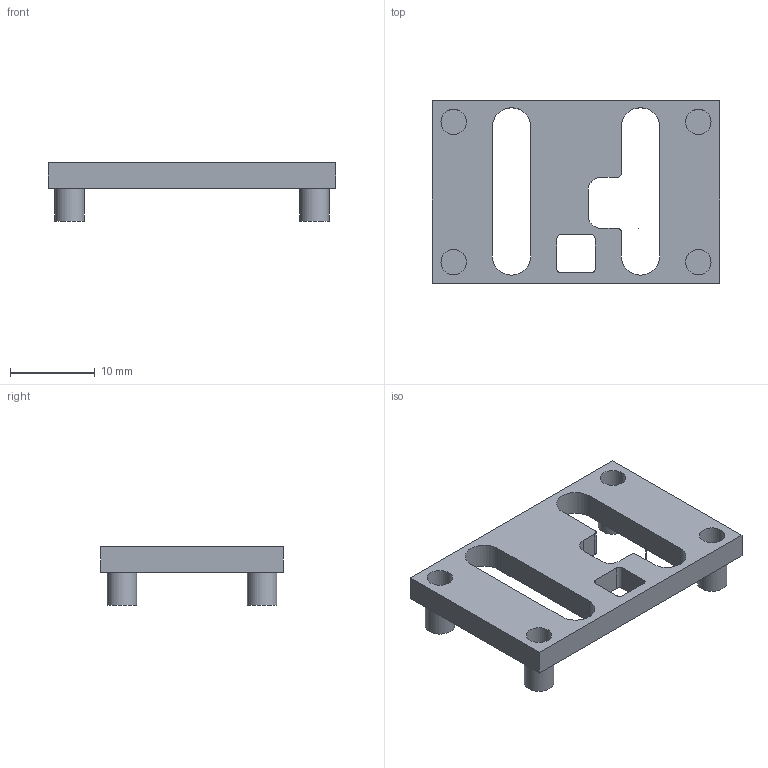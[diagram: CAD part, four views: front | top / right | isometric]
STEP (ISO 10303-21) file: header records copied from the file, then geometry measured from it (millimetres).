
FILE_DESCRIPTION(/* description */ (''),/* implementation_level */ '2;1');
FILE_NAME(/* name */ 'Seeed Plate.step',/* time_stamp */ '2023-11-06T03:56:06-08:00',/* author */ (''),/* organization */ (''),/* preprocessor_version */ 'ST-DEVELOPER v20',/* originating_system */ 'Autodesk Translation Framework v12.14.0.127',/* authorisation */ '');
FILE_SCHEMA (('AUTOMOTIVE_DESIGN { 1 0 10303 214 3 1 1 }'));
Length unit declared in the file: millimetre
Products named in the file (1): Seeed Plate
Bounding box: 33.92 x 21.57 x 6.9 mm (x, y, z)
Volume: 1534.9 mm3; surface area: 2105.8 mm2
Topology: 2 solids, 2 shells, 52 faces, 120 edges, 80 vertices
Faces by surface type: plane 31, cylinder 21
Full cylindrical faces by diameter (mm): 3 x4, 3.5 x4
Entity records: 1530 total; most frequent: DIRECTION 268, CARTESIAN_POINT 253, ORIENTED_EDGE 240, EDGE_CURVE 120, AXIS2_PLACEMENT_3D 95, VERTEX_POINT 80, LINE 78, VECTOR 78
